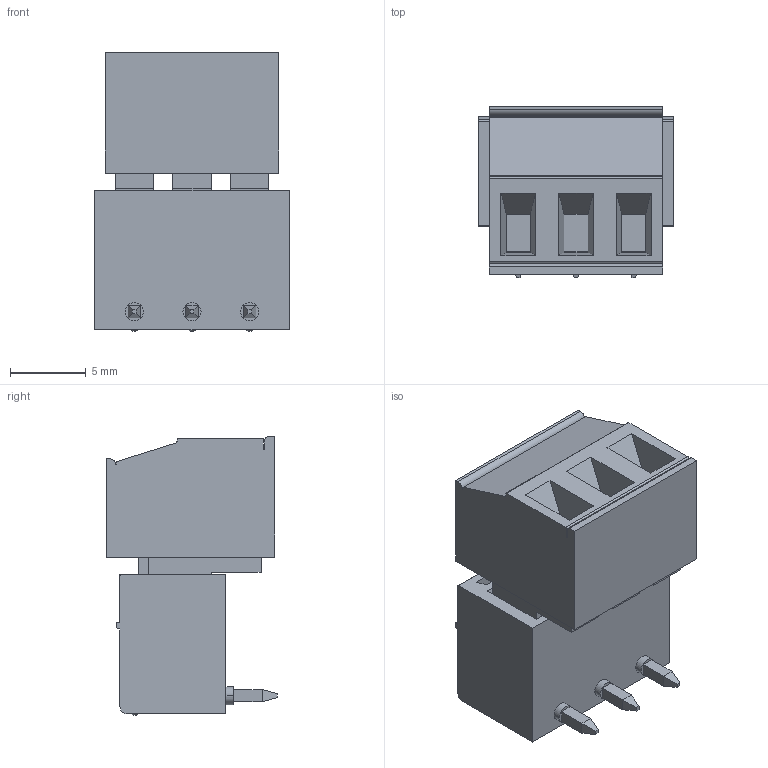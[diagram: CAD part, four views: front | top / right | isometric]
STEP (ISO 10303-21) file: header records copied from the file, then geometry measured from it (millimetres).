
FILE_DESCRIPTION (( 'STEP AP214' ), '1' );
FILE_NAME ('7755252C-FB89-4F58-AAF2-835BE6511A1F.STEP', '2024-10-30T06:56:27', ( '' ), ( '' ), 'SwSTEP 2.0', 'SolidWorks 2022', '' );
FILE_SCHEMA (( 'AUTOMOTIVE_DESIGN' ));
Length unit declared in the file: millimetre
Products named in the file (1): 7755252C-FB89-4F58-AAF2-835BE6511A1F
Bounding box: 12.82 x 11.28 x 18.4 mm (x, y, z)
Volume: 1544.8 mm3; surface area: 2391.6 mm2
Topology: 2 solids, 2 shells, 380 faces, 957 edges, 622 vertices
Faces by surface type: plane 296, cylinder 78, cone 3, sphere 3
Entity records: 15414 total; most frequent: CARTESIAN_POINT 1963, ORIENTED_EDGE 1896, DIRECTION 1881, EDGE_CURVE 948, LINE 765, VECTOR 765, VERTEX_POINT 616, AXIS2_PLACEMENT_3D 558
